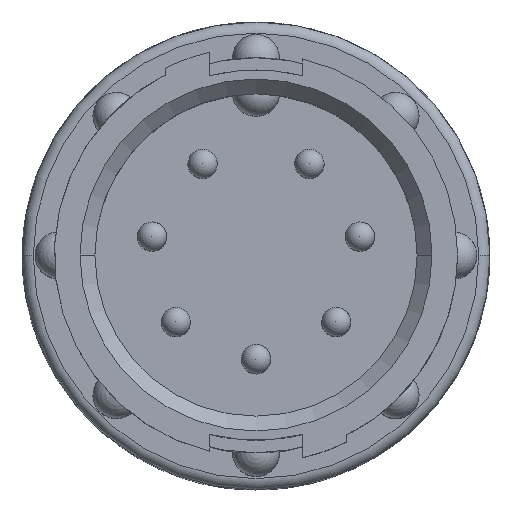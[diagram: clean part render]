
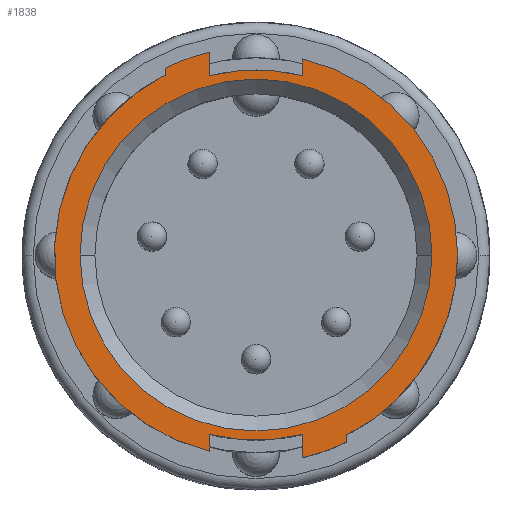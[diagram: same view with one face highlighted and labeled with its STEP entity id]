
A CAD part, top view. The second image highlights one B-rep face of the part: STEP entity #1838.
In plain terms, the highlighted planar face has unit normal (0, 0, 1).
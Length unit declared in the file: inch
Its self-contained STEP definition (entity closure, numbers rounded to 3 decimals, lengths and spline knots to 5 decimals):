
#171 = CARTESIAN_POINT ( 'NONE',  ( 0.1225, -0.24229, 0. ) ) ;
#192 = VERTEX_POINT ( 'NONE', #4113 ) ;
#222 = VERTEX_POINT ( 'NONE', #2581 ) ;
#440 = CIRCLE ( 'NONE', #4403, 0.2715 ) ;
#470 = CIRCLE ( 'NONE', #4273, 0.2495 ) ;
#486 = EDGE_LOOP ( 'NONE', ( #2788, #6914 ) ) ;
#498 = DIRECTION ( 'NONE',  ( 1., 0., 0. ) ) ;
#543 = DIRECTION ( 'NONE',  ( 1., 0., 0. ) ) ;
#562 = VECTOR ( 'NONE', #6327, 39.37008 ) ;
#580 = DIRECTION ( 'NONE',  ( 0., 0., -1. ) ) ;
#590 = ORIENTED_EDGE ( 'NONE', *, *, #3255, .F. ) ;
#710 = CARTESIAN_POINT ( 'NONE',  ( -0.0625, 0.27294, 0. ) ) ;
#759 = CARTESIAN_POINT ( 'NONE',  ( 0., 0., 0. ) ) ;
#768 = ORIENTED_EDGE ( 'NONE', *, *, #4811, .F. ) ;
#876 = VERTEX_POINT ( 'NONE', #928 ) ;
#928 = CARTESIAN_POINT ( 'NONE',  ( -0.0625, -0.26421, 0. ) ) ;
#936 = VECTOR ( 'NONE', #4475, 39.37008 ) ;
#973 = VECTOR ( 'NONE', #3423, 39.37008 ) ;
#974 = CARTESIAN_POINT ( 'NONE',  ( 0., 0., 0. ) ) ;
#1051 = VECTOR ( 'NONE', #3124, 39.37008 ) ;
#1252 = EDGE_CURVE ( 'NONE', #1701, #7502, #6653, .T. ) ;
#1281 = ORIENTED_EDGE ( 'NONE', *, *, #2524, .F. ) ;
#1360 = DIRECTION ( 'NONE',  ( 0., 0., -1. ) ) ;
#1562 = DIRECTION ( 'NONE',  ( 1., 0., 0. ) ) ;
#1580 = ORIENTED_EDGE ( 'NONE', *, *, #9352, .F. ) ;
#1647 = EDGE_CURVE ( 'NONE', #6383, #8535, #5034, .T. ) ;
#1675 = LINE ( 'NONE', #4576, #1051 ) ;
#1701 = VERTEX_POINT ( 'NONE', #2677 ) ;
#1712 = AXIS2_PLACEMENT_3D ( 'NONE', #9534, #5081, #498 ) ;
#1751 = EDGE_CURVE ( 'NONE', #8267, #192, #3148, .T. ) ;
#1794 = LINE ( 'NONE', #3738, #936 ) ;
#1838 = ADVANCED_FACE ( 'NONE', ( #6634, #6536 ), #3556, .F. ) ;
#2038 = VECTOR ( 'NONE', #3345, 39.37008 ) ;
#2121 = ORIENTED_EDGE ( 'NONE', *, *, #3133, .F. ) ;
#2345 = CARTESIAN_POINT ( 'NONE',  ( 0.0625, 0.26421, 0. ) ) ;
#2474 = CARTESIAN_POINT ( 'NONE',  ( 0., 0., 0. ) ) ;
#2493 = DIRECTION ( 'NONE',  ( 0., 0., -1. ) ) ;
#2505 = DIRECTION ( 'NONE',  ( 1., 0., 0. ) ) ;
#2524 = EDGE_CURVE ( 'NONE', #6440, #876, #4883, .T. ) ;
#2581 = CARTESIAN_POINT ( 'NONE',  ( 0.0625, 0.24155, 0. ) ) ;
#2617 = EDGE_CURVE ( 'NONE', #5095, #8267, #3357, .T. ) ;
#2656 = ORIENTED_EDGE ( 'NONE', *, *, #9472, .F. ) ;
#2677 = CARTESIAN_POINT ( 'NONE',  ( 0.237, 0., 0. ) ) ;
#2781 = EDGE_LOOP ( 'NONE', ( #2121, #7296, #8090, #5397, #7955, #5172, #5876, #2656, #768, #7668, #590, #1580, #1281 ) ) ;
#2788 = ORIENTED_EDGE ( 'NONE', *, *, #1252, .F. ) ;
#2964 = CARTESIAN_POINT ( 'NONE',  ( 0.0625, 0.237, 0. ) ) ;
#2969 = DIRECTION ( 'NONE',  ( 0., 0., -1. ) ) ;
#3124 = DIRECTION ( 'NONE',  ( 0., 1., 0. ) ) ;
#3133 = EDGE_CURVE ( 'NONE', #192, #6440, #6869, .T. ) ;
#3148 = LINE ( 'NONE', #2964, #973 ) ;
#3160 = DIRECTION ( 'NONE',  ( 1., 0., 0. ) ) ;
#3214 = CARTESIAN_POINT ( 'NONE',  ( 0.0625, 0.26421, 0. ) ) ;
#3255 = EDGE_CURVE ( 'NONE', #7818, #6171, #1675, .T. ) ;
#3291 = VERTEX_POINT ( 'NONE', #2345 ) ;
#3319 = VERTEX_POINT ( 'NONE', #710 ) ;
#3323 = EDGE_CURVE ( 'NONE', #6171, #3319, #8836, .T. ) ;
#3345 = DIRECTION ( 'NONE',  ( 0., -1., 0. ) ) ;
#3357 = CIRCLE ( 'NONE', #7056, 0.28 ) ;
#3423 = DIRECTION ( 'NONE',  ( 0., 1., 0. ) ) ;
#3461 = DIRECTION ( 'NONE',  ( 0., -1., 0. ) ) ;
#3556 = PLANE ( 'NONE',  #8101 ) ;
#3566 = CARTESIAN_POINT ( 'NONE',  ( 0., 0.237, 0. ) ) ;
#3590 = DIRECTION ( 'NONE',  ( 0., 0., -1. ) ) ;
#3601 = DIRECTION ( 'NONE',  ( -1., 0., 0. ) ) ;
#3711 = EDGE_CURVE ( 'NONE', #3291, #6383, #8254, .T. ) ;
#3738 = CARTESIAN_POINT ( 'NONE',  ( 0.1225, 0.237, 0. ) ) ;
#3789 = DIRECTION ( 'NONE',  ( 1., 0., 0. ) ) ;
#4103 = EDGE_CURVE ( 'NONE', #3291, #222, #7464, .T. ) ;
#4113 = CARTESIAN_POINT ( 'NONE',  ( 0.0625, -0.24155, 0. ) ) ;
#4273 = AXIS2_PLACEMENT_3D ( 'NONE', #5916, #1360, #6659 ) ;
#4403 = AXIS2_PLACEMENT_3D ( 'NONE', #759, #6095, #1562 ) ;
#4475 = DIRECTION ( 'NONE',  ( 0., -1., 0. ) ) ;
#4576 = CARTESIAN_POINT ( 'NONE',  ( -0.1225, 0.237, 0. ) ) ;
#4713 = CARTESIAN_POINT ( 'NONE',  ( -0.0625, 0.24155, 0. ) ) ;
#4719 = DIRECTION ( 'NONE',  ( 1., 0., 0. ) ) ;
#4749 = DIRECTION ( 'NONE',  ( 0., 0., -1. ) ) ;
#4784 = CARTESIAN_POINT ( 'NONE',  ( 0., 0., 0. ) ) ;
#4811 = EDGE_CURVE ( 'NONE', #3319, #7029, #7959, .T. ) ;
#4883 = LINE ( 'NONE', #6490, #562 ) ;
#5002 = CARTESIAN_POINT ( 'NONE',  ( -0.1225, 0.25178, 0. ) ) ;
#5034 = CIRCLE ( 'NONE', #8202, 0.2715 ) ;
#5081 = DIRECTION ( 'NONE',  ( 0., 0., 1. ) ) ;
#5095 = VERTEX_POINT ( 'NONE', #9034 ) ;
#5172 = ORIENTED_EDGE ( 'NONE', *, *, #3711, .F. ) ;
#5306 = DIRECTION ( 'NONE',  ( 0., 0., 1. ) ) ;
#5397 = ORIENTED_EDGE ( 'NONE', *, *, #6507, .F. ) ;
#5739 = AXIS2_PLACEMENT_3D ( 'NONE', #974, #580, #543 ) ;
#5752 = AXIS2_PLACEMENT_3D ( 'NONE', #8442, #8407, #8374 ) ;
#5876 = ORIENTED_EDGE ( 'NONE', *, *, #4103, .T. ) ;
#5916 = CARTESIAN_POINT ( 'NONE',  ( 0., 0., 0. ) ) ;
#6095 = DIRECTION ( 'NONE',  ( 0., 0., -1. ) ) ;
#6130 = AXIS2_PLACEMENT_3D ( 'NONE', #9129, #2969, #3160 ) ;
#6171 = VERTEX_POINT ( 'NONE', #5002 ) ;
#6327 = DIRECTION ( 'NONE',  ( 0., -1., 0. ) ) ;
#6332 = CARTESIAN_POINT ( 'NONE',  ( 0., 0., 0. ) ) ;
#6378 = CIRCLE ( 'NONE', #1712, 0.237 ) ;
#6383 = VERTEX_POINT ( 'NONE', #8105 ) ;
#6440 = VERTEX_POINT ( 'NONE', #8858 ) ;
#6490 = CARTESIAN_POINT ( 'NONE',  ( -0.0625, 0.237, 0. ) ) ;
#6507 = EDGE_CURVE ( 'NONE', #8535, #5095, #1794, .T. ) ;
#6536 = FACE_BOUND ( 'NONE', #486, .T. ) ;
#6634 = FACE_OUTER_BOUND ( 'NONE', #2781, .T. ) ;
#6653 = CIRCLE ( 'NONE', #8519, 0.237 ) ;
#6659 = DIRECTION ( 'NONE',  ( 1., 0., 0. ) ) ;
#6675 = CARTESIAN_POINT ( 'NONE',  ( -0.1225, 0.24229, 0. ) ) ;
#6869 = CIRCLE ( 'NONE', #5739, 0.2495 ) ;
#6914 = ORIENTED_EDGE ( 'NONE', *, *, #7440, .F. ) ;
#7029 = VERTEX_POINT ( 'NONE', #4713 ) ;
#7056 = AXIS2_PLACEMENT_3D ( 'NONE', #4784, #4749, #4719 ) ;
#7296 = ORIENTED_EDGE ( 'NONE', *, *, #1751, .F. ) ;
#7440 = EDGE_CURVE ( 'NONE', #7502, #1701, #6378, .T. ) ;
#7464 = LINE ( 'NONE', #3214, #2038 ) ;
#7502 = VERTEX_POINT ( 'NONE', #8789 ) ;
#7668 = ORIENTED_EDGE ( 'NONE', *, *, #3323, .F. ) ;
#7818 = VERTEX_POINT ( 'NONE', #6675 ) ;
#7954 = CARTESIAN_POINT ( 'NONE',  ( -0.0625, 0.237, 0. ) ) ;
#7955 = ORIENTED_EDGE ( 'NONE', *, *, #1647, .F. ) ;
#7959 = LINE ( 'NONE', #7954, #8070 ) ;
#8070 = VECTOR ( 'NONE', #3461, 39.37008 ) ;
#8090 = ORIENTED_EDGE ( 'NONE', *, *, #2617, .F. ) ;
#8101 = AXIS2_PLACEMENT_3D ( 'NONE', #3566, #3590, #3601 ) ;
#8105 = CARTESIAN_POINT ( 'NONE',  ( 0.2715, 0., 0. ) ) ;
#8202 = AXIS2_PLACEMENT_3D ( 'NONE', #2474, #2493, #2505 ) ;
#8254 = CIRCLE ( 'NONE', #5752, 0.2715 ) ;
#8267 = VERTEX_POINT ( 'NONE', #9060 ) ;
#8374 = DIRECTION ( 'NONE',  ( 1., 0., 0. ) ) ;
#8407 = DIRECTION ( 'NONE',  ( 0., 0., -1. ) ) ;
#8442 = CARTESIAN_POINT ( 'NONE',  ( 0., 0., 0. ) ) ;
#8519 = AXIS2_PLACEMENT_3D ( 'NONE', #6332, #5306, #3789 ) ;
#8535 = VERTEX_POINT ( 'NONE', #171 ) ;
#8789 = CARTESIAN_POINT ( 'NONE',  ( -0.237, 0., 0. ) ) ;
#8836 = CIRCLE ( 'NONE', #6130, 0.28 ) ;
#8858 = CARTESIAN_POINT ( 'NONE',  ( -0.0625, -0.24155, 0. ) ) ;
#9034 = CARTESIAN_POINT ( 'NONE',  ( 0.1225, -0.25178, 0. ) ) ;
#9060 = CARTESIAN_POINT ( 'NONE',  ( 0.0625, -0.27294, 0. ) ) ;
#9129 = CARTESIAN_POINT ( 'NONE',  ( 0., 0., 0. ) ) ;
#9352 = EDGE_CURVE ( 'NONE', #876, #7818, #440, .T. ) ;
#9472 = EDGE_CURVE ( 'NONE', #7029, #222, #470, .T. ) ;
#9534 = CARTESIAN_POINT ( 'NONE',  ( 0., 0., 0. ) ) ;
